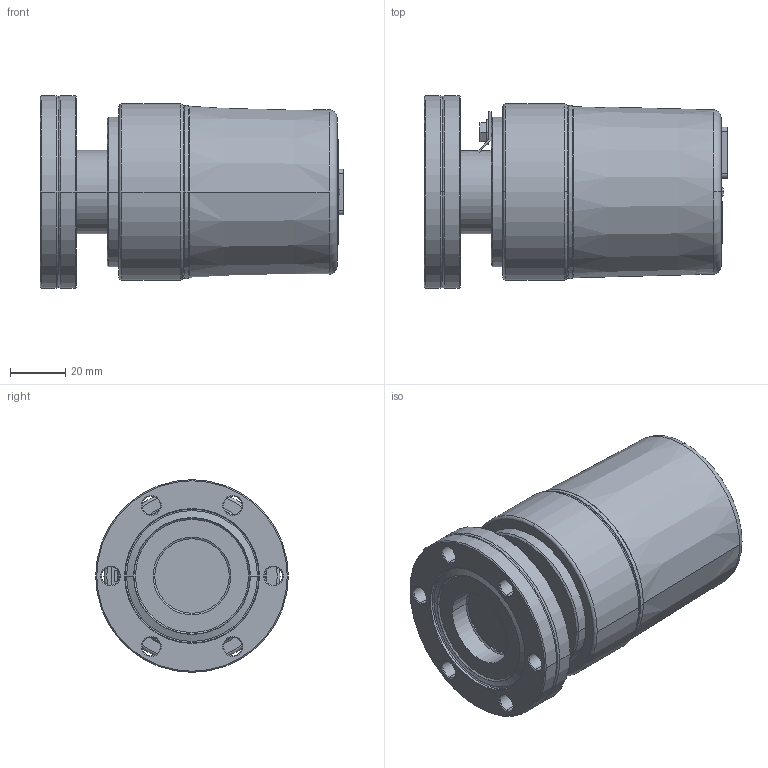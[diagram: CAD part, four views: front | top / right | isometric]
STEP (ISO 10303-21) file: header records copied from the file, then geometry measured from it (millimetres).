
FILE_DESCRIPTION((''),'2;1');
FILE_NAME('PTR21251.stp','2004-07-23T17:35:16',('GELH'),(''),'Autodesk Inventor (R) 6.0','Autodesk Inventor (R) 6.0','');
FILE_SCHEMA(('AUTOMOTIVE_DESIGN { 1 0 10303 214 1 1 1 1 }'));
Length unit declared in the file: millimetre
Products named in the file (1): PTR21251
Bounding box: 109.5 x 69.5 x 69.5 mm (x, y, z)
Volume: 291441.9 mm3; surface area: 34203.4 mm2
Topology: 1 solids, 1 shells, 168 faces, 429 edges, 266 vertices
Faces by surface type: plane 60, cylinder 48, cone 44, bspline 8, torus 8
Entity records: 5452 total; most frequent: CARTESIAN_POINT 1201, DIRECTION 950, ORIENTED_EDGE 854, EDGE_CURVE 427, AXIS2_PLACEMENT_3D 364, VERTEX_POINT 266, VECTOR 222, LINE 222
